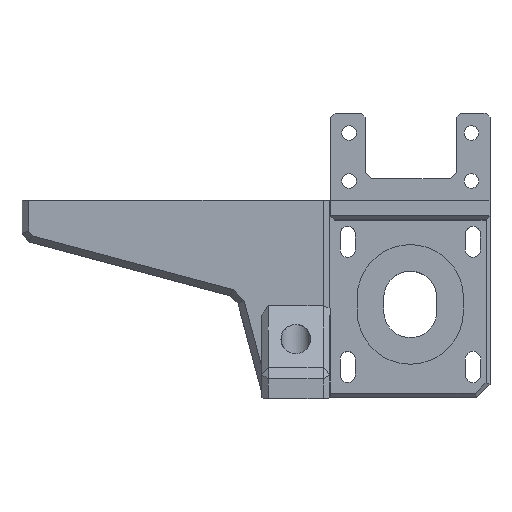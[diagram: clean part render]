
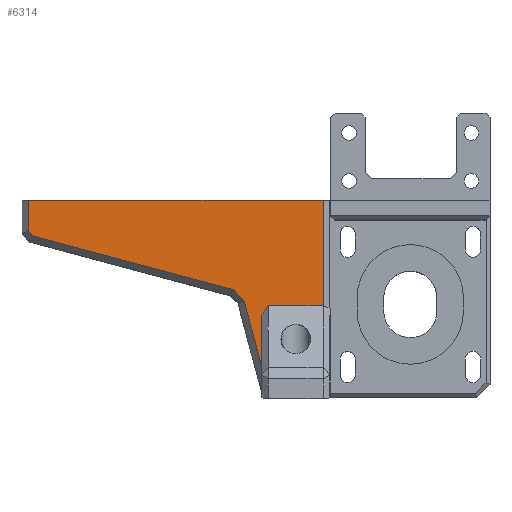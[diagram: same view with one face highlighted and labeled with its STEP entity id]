
A CAD part, top view. The second image highlights one B-rep face of the part: STEP entity #6314.
In plain terms, the highlighted planar face has unit normal (0, 0, 1).
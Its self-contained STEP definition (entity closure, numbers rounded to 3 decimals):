
#138=PLANE('',#6724);
#457=FACE_OUTER_BOUND('',#813,.T.);
#813=EDGE_LOOP('',(#5338,#5339,#5340,#5341,#5342,#5343,#5344,#5345,#5346,
#5347));
#1607=LINE('',#14470,#2097);
#1706=LINE('',#20588,#2196);
#1708=LINE('',#20593,#2198);
#1712=LINE('',#20601,#2202);
#1715=LINE('',#20607,#2205);
#1718=LINE('',#20613,#2208);
#1722=LINE('',#20621,#2212);
#1724=LINE('',#20624,#2214);
#1725=LINE('',#20626,#2215);
#1726=LINE('',#20627,#2216);
#2097=VECTOR('',#7499,10.);
#2196=VECTOR('',#7782,10.);
#2198=VECTOR('',#7786,10.);
#2202=VECTOR('',#7792,10.);
#2205=VECTOR('',#7797,10.);
#2208=VECTOR('',#7802,10.);
#2212=VECTOR('',#7808,10.);
#2214=VECTOR('',#7812,10.);
#2215=VECTOR('',#7813,10.);
#2216=VECTOR('',#7814,10.);
#2774=VERTEX_POINT('',#14466);
#2775=VERTEX_POINT('',#14468);
#2862=VERTEX_POINT('',#20587);
#2863=VERTEX_POINT('',#20591);
#2864=VERTEX_POINT('',#20592);
#2867=VERTEX_POINT('',#20600);
#2869=VERTEX_POINT('',#20606);
#2871=VERTEX_POINT('',#20612);
#2874=VERTEX_POINT('',#20620);
#2875=VERTEX_POINT('',#20625);
#3564=EDGE_CURVE('',#2774,#2775,#1607,.T.);
#3726=EDGE_CURVE('',#2862,#2774,#1706,.F.);
#3728=EDGE_CURVE('',#2863,#2864,#1708,.T.);
#3732=EDGE_CURVE('',#2867,#2863,#1712,.T.);
#3735=EDGE_CURVE('',#2869,#2867,#1715,.T.);
#3738=EDGE_CURVE('',#2871,#2869,#1718,.T.);
#3742=EDGE_CURVE('',#2874,#2871,#1722,.T.);
#3744=EDGE_CURVE('',#2862,#2864,#1724,.T.);
#3745=EDGE_CURVE('',#2775,#2875,#1725,.T.);
#3746=EDGE_CURVE('',#2874,#2875,#1726,.T.);
#5338=ORIENTED_EDGE('',*,*,#3742,.T.);
#5339=ORIENTED_EDGE('',*,*,#3738,.T.);
#5340=ORIENTED_EDGE('',*,*,#3735,.T.);
#5341=ORIENTED_EDGE('',*,*,#3732,.T.);
#5342=ORIENTED_EDGE('',*,*,#3728,.T.);
#5343=ORIENTED_EDGE('',*,*,#3744,.F.);
#5344=ORIENTED_EDGE('',*,*,#3726,.T.);
#5345=ORIENTED_EDGE('',*,*,#3564,.T.);
#5346=ORIENTED_EDGE('',*,*,#3745,.T.);
#5347=ORIENTED_EDGE('',*,*,#3746,.F.);
#6314=ADVANCED_FACE('',(#457),#138,.F.);
#6724=AXIS2_PLACEMENT_3D('',#20623,#7810,#7811);
#7499=DIRECTION('',(1.,0.,0.));
#7782=DIRECTION('',(-0.577,-0.816,0.));
#7786=DIRECTION('',(0.259,-0.966,0.));
#7792=DIRECTION('',(0.707,-0.707,0.));
#7797=DIRECTION('',(0.966,-0.259,0.));
#7802=DIRECTION('',(0.609,-0.793,0.));
#7808=DIRECTION('',(0.,-1.,0.));
#7810=DIRECTION('center_axis',(0.,0.,
-1.));
#7811=DIRECTION('ref_axis',(-1.,0.,0.));
#7812=DIRECTION('',(0.,-1.,0.));
#7813=DIRECTION('',(0.,1.,0.));
#7814=DIRECTION('',(1.,0.,0.));
#14466=CARTESIAN_POINT('',(675.103,-31.602,-306.5));
#14468=CARTESIAN_POINT('',(695.75,-31.602,-306.5));
#14470=CARTESIAN_POINT('',(662.872,-31.602,-306.5));
#20587=CARTESIAN_POINT('',(672.603,-35.138,-306.5));
#20588=CARTESIAN_POINT('',(664.44,-46.682,-306.5));
#20591=CARTESIAN_POINT('',(665.918,-29.579,-306.5));
#20592=CARTESIAN_POINT('',(672.603,-54.528,-306.5));
#20593=CARTESIAN_POINT('',(669.566,-43.195,-306.5));
#20600=CARTESIAN_POINT('',(661.909,-25.57,-306.5));
#20601=CARTESIAN_POINT('',(659.193,-22.854,-306.5));
#20606=CARTESIAN_POINT('',(586.269,-5.302,-306.5));
#20607=CARTESIAN_POINT('',(651.97,-22.907,-306.5));
#20612=CARTESIAN_POINT('',(584.887,-3.501,-306.5));
#20613=CARTESIAN_POINT('',(602.319,-26.22,-306.5));
#20620=CARTESIAN_POINT('',(584.887,8.148,-306.5));
#20621=CARTESIAN_POINT('',(584.887,-16.789,-306.5));
#20623=CARTESIAN_POINT('Origin',(640.318,-29.227,-306.5));
#20624=CARTESIAN_POINT('',(672.603,-47.915,-306.5));
#20625=CARTESIAN_POINT('',(695.75,8.148,-306.5));
#20626=CARTESIAN_POINT('',(695.75,5.148,-306.5));
#20627=CARTESIAN_POINT('',(633.,8.148,-306.5));
